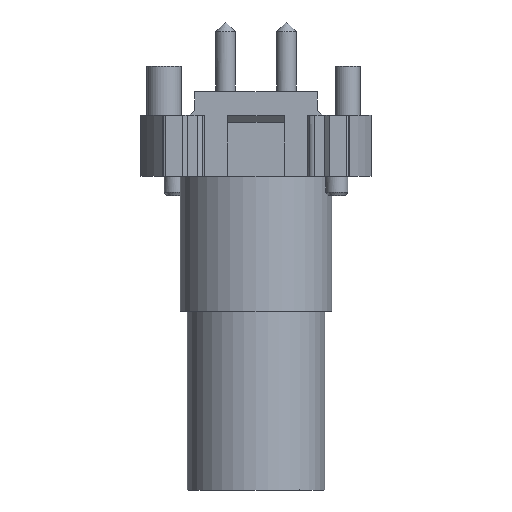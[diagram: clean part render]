
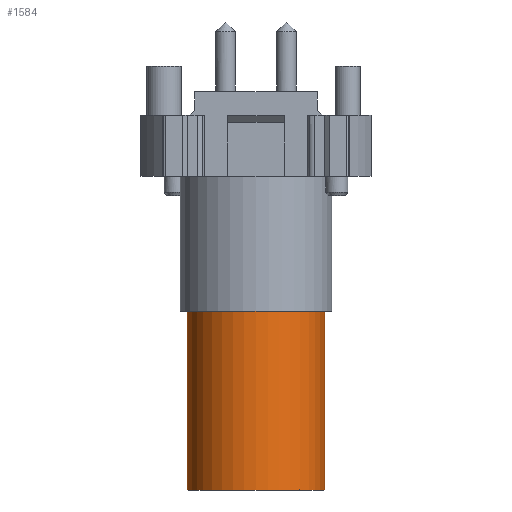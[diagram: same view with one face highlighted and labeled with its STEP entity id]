
A CAD part, front view. The second image highlights one B-rep face of the part: STEP entity #1584.
In plain terms, the highlighted cylindrical face has radius 2.8 mm (diameter 5.6 mm), a partial arc.
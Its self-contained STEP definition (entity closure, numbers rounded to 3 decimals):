
#1186=AXIS2_PLACEMENT_3D('Circle Axis2P3D',#1184,#1185,$) ;
#1299=AXIS2_PLACEMENT_3D('Circle Axis2P3D',#1297,#1298,$) ;
#1566=AXIS2_PLACEMENT_3D('Cylinder Axis2P3D',#1563,#1564,#1565) ;
#1179=CARTESIAN_POINT('Vertex',(1.9,5.2,7.3)) ;
#1181=CARTESIAN_POINT('Vertex',(7.5,5.2,7.3)) ;
#1184=CARTESIAN_POINT('Axis2P3D Location',(4.7,5.2,7.3)) ;
#1292=CARTESIAN_POINT('Vertex',(7.5,5.2,0.)) ;
#1294=CARTESIAN_POINT('Vertex',(1.9,5.2,0.)) ;
#1297=CARTESIAN_POINT('Axis2P3D Location',(4.7,5.2,0.)) ;
#1563=CARTESIAN_POINT('Axis2P3D Location',(4.7,5.2,7.5)) ;
#1568=CARTESIAN_POINT('Line Origine',(1.9,5.2,7.5)) ;
#1573=CARTESIAN_POINT('Line Origine',(7.5,5.2,7.5)) ;
#1185=DIRECTION('Axis2P3D Direction',(0.,0.,-1.)) ;
#1298=DIRECTION('Axis2P3D Direction',(0.,0.,1.)) ;
#1564=DIRECTION('Axis2P3D Direction',(0.,0.,-1.)) ;
#1565=DIRECTION('Axis2P3D XDirection',(1.,0.,0.)) ;
#1569=DIRECTION('Vector Direction',(0.,0.,-1.)) ;
#1574=DIRECTION('Vector Direction',(0.,0.,-1.)) ;
#1570=VECTOR('Line Direction',#1569,1.) ;
#1575=VECTOR('Line Direction',#1574,1.) ;
#1579=ORIENTED_EDGE('',*,*,#1572,.T.) ;
#1580=ORIENTED_EDGE('',*,*,#1301,.T.) ;
#1581=ORIENTED_EDGE('',*,*,#1577,.T.) ;
#1582=ORIENTED_EDGE('',*,*,#1188,.T.) ;
#1584=ADVANCED_FACE('V1',(#1583),#1567,.T.) ;
#1187=CIRCLE('generated circle',#1186,2.8) ;
#1300=CIRCLE('generated circle',#1299,2.8) ;
#1567=CYLINDRICAL_SURFACE('generated cylinder',#1566,2.8) ;
#1188=EDGE_CURVE('',#1182,#1180,#1187,.T.) ;
#1301=EDGE_CURVE('',#1295,#1293,#1300,.T.) ;
#1572=EDGE_CURVE('',#1180,#1295,#1571,.T.) ;
#1577=EDGE_CURVE('',#1293,#1182,#1576,.F.) ;
#1578=EDGE_LOOP('',(#1579,#1580,#1581,#1582)) ;
#1583=FACE_OUTER_BOUND('',#1578,.T.) ;
#1571=LINE('Line',#1568,#1570) ;
#1576=LINE('Line',#1573,#1575) ;
#1180=VERTEX_POINT('',#1179) ;
#1182=VERTEX_POINT('',#1181) ;
#1293=VERTEX_POINT('',#1292) ;
#1295=VERTEX_POINT('',#1294) ;
